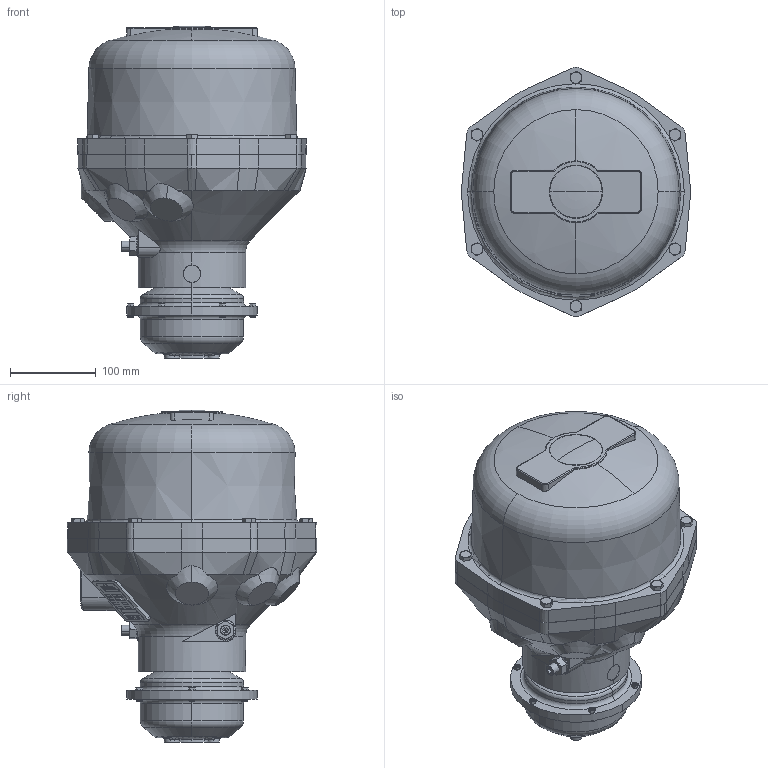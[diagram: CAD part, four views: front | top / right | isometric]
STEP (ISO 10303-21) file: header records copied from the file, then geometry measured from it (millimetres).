
FILE_DESCRIPTION (( 'STEP AP214' ), '1' );
FILE_NAME ('Z250000.STEP', '2015-12-08T13:44:04', ( '' ), ( '' ), 'SwSTEP 2.0', 'SolidWorks 2014', '' );
FILE_SCHEMA (( 'AUTOMOTIVE_DESIGN' ));
Length unit declared in the file: millimetre
Products named in the file (1): Z250000
Bounding box: 265.93 x 289.96 x 386.3 mm (x, y, z)
Volume: 12172273.2 mm3; surface area: 338349.8 mm2
Topology: 1 solids, 1 shells, 1023 faces, 2579 edges, 1624 vertices
Faces by surface type: plane 523, cone 148, cylinder 146, torus 116, bspline 80, sphere 10
Entity records: 35007 total; most frequent: CARTESIAN_POINT 10009, ORIENTED_EDGE 5102, DIRECTION 4667, EDGE_CURVE 2551, AXIS2_PLACEMENT_3D 1630, VERTEX_POINT 1624, VECTOR 1407, LINE 1407
